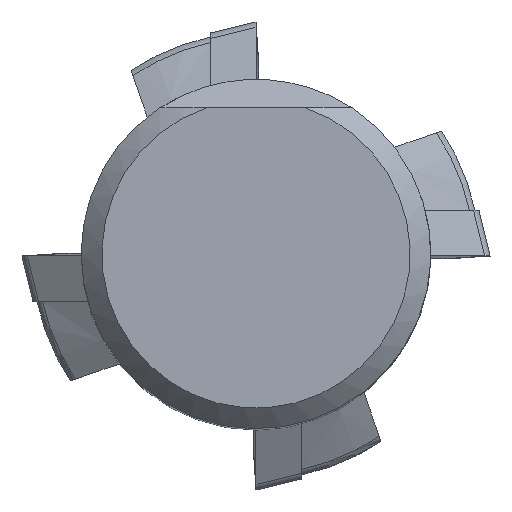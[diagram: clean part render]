
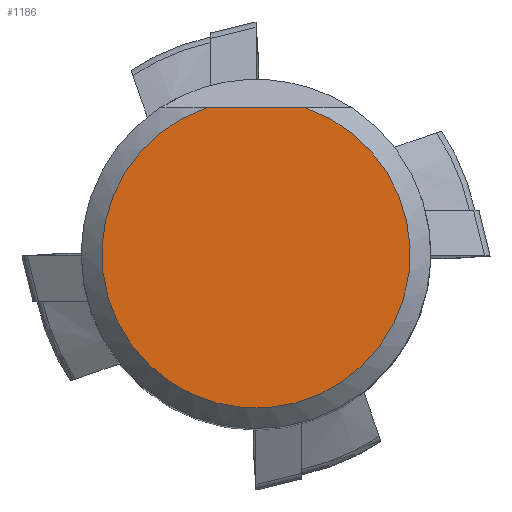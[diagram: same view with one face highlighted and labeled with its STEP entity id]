
A CAD part, top view. The second image highlights one B-rep face of the part: STEP entity #1186.
In plain terms, the highlighted planar face has unit normal (0, 0, 1).
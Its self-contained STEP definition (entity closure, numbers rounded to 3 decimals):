
#392=LINE('',#8437,#592);
#592=VECTOR('',#6109,1.);
#931=FACE_OUTER_BOUND('',#1859,.T.);
#1186=ADVANCED_FACE('',(#931),#1445,.F.);
#1445=PLANE('',#5420);
#1604=CIRCLE('',#5419,11.197);
#1859=EDGE_LOOP('',(#2478,#2479));
#2478=ORIENTED_EDGE('',*,*,#4364,.F.);
#2479=ORIENTED_EDGE('',*,*,#4365,.T.);
#3806=VERTEX_POINT('',#8435);
#3807=VERTEX_POINT('',#8436);
#4364=EDGE_CURVE('',#3806,#3807,#1604,.T.);
#4365=EDGE_CURVE('',#3806,#3807,#392,.T.);
#5419=AXIS2_PLACEMENT_3D('',#8434,#6107,#6108);
#5420=AXIS2_PLACEMENT_3D('',#8438,#6110,#6111);
#6107=DIRECTION('',(0.,0.,-1.));
#6108=DIRECTION('',(-1.,0.,0.));
#6109=DIRECTION('',(-1.,0.,0.));
#6110=DIRECTION('',(0.,0.,-1.));
#6111=DIRECTION('',(-1.,0.,0.));
#8434=CARTESIAN_POINT('',(0.,0.,0.));
#8435=CARTESIAN_POINT('',(3.597,10.603,0.));
#8436=CARTESIAN_POINT('',(-3.597,10.603,0.));
#8437=CARTESIAN_POINT('',(0.,10.603,0.));
#8438=CARTESIAN_POINT('',(0.,0.,0.));
